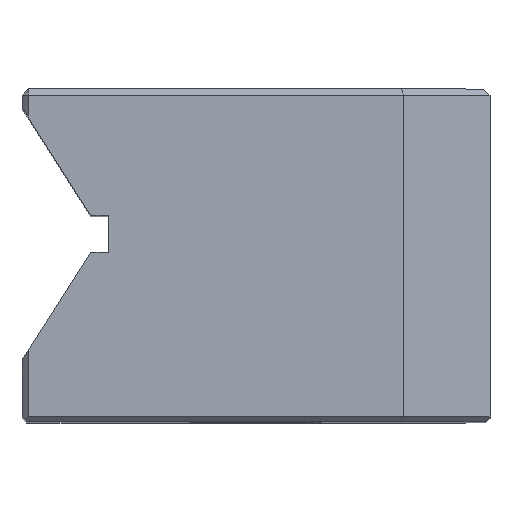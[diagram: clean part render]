
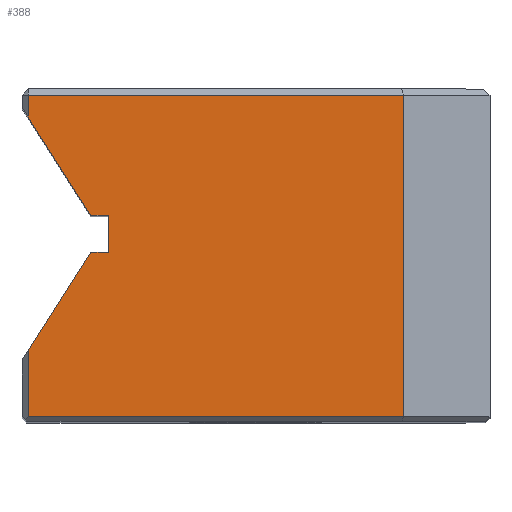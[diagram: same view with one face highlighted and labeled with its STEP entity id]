
A CAD part, top view. The second image highlights one B-rep face of the part: STEP entity #388.
In plain terms, the highlighted planar face has unit normal (0, 0, 1).
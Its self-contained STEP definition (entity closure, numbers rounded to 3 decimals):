
#29 = CARTESIAN_POINT ( 'NONE',  ( -37.5, 26.5, 80. ) ) ;
#78 = LINE ( 'NONE', #1437, #216 ) ;
#142 = DIRECTION ( 'NONE',  ( 0., -1., 0. ) ) ;
#158 = CARTESIAN_POINT ( 'NONE',  ( -37.5, 0.4, 80. ) ) ;
#216 = VECTOR ( 'NONE', #1426, 1000. ) ;
#234 = VERTEX_POINT ( 'NONE', #2476 ) ;
#352 = CARTESIAN_POINT ( 'NONE',  ( -37.5, 0.4, 80. ) ) ;
#362 = VERTEX_POINT ( 'NONE', #1667 ) ;
#374 = VECTOR ( 'NONE', #1724, 1000. ) ;
#388 = ADVANCED_FACE ( 'NONE', ( #1990 ), #1548, .T. ) ;
#513 = LINE ( 'NONE', #158, #538 ) ;
#538 = VECTOR ( 'NONE', #142, 1000. ) ;
#613 = CARTESIAN_POINT ( 'NONE',  ( -37.5, 24.715, 80. ) ) ;
#631 = CARTESIAN_POINT ( 'NONE',  ( -32.426, 13.75, 80. ) ) ;
#718 = ORIENTED_EDGE ( 'NONE', *, *, #2437, .F. ) ;
#727 = ORIENTED_EDGE ( 'NONE', *, *, #1613, .T. ) ;
#744 = ORIENTED_EDGE ( 'NONE', *, *, #1862, .T. ) ;
#750 = ORIENTED_EDGE ( 'NONE', *, *, #2347, .T. ) ;
#764 = ORIENTED_EDGE ( 'NONE', *, *, #2357, .T. ) ;
#767 = ORIENTED_EDGE ( 'NONE', *, *, #2363, .T. ) ;
#769 = ORIENTED_EDGE ( 'NONE', *, *, #2377, .F. ) ;
#775 = ORIENTED_EDGE ( 'NONE', *, *, #2381, .F. ) ;
#790 = ORIENTED_EDGE ( 'NONE', *, *, #2390, .F. ) ;
#794 = ORIENTED_EDGE ( 'NONE', *, *, #2395, .F. ) ;
#872 = VECTOR ( 'NONE', #1610, 1000. ) ;
#937 = VERTEX_POINT ( 'NONE', #631 ) ;
#979 = VERTEX_POINT ( 'NONE', #613 ) ;
#1199 = CARTESIAN_POINT ( 'NONE',  ( 0., 0., 80. ) ) ;
#1222 = EDGE_LOOP ( 'NONE', ( #718, #727, #744, #750, #764, #767, #769, #775, #790, #794 ) ) ;
#1358 = VECTOR ( 'NONE', #1572, 1000. ) ;
#1374 = AXIS2_PLACEMENT_3D ( 'NONE', #1199, #1515, #1513 ) ;
#1398 = LINE ( 'NONE', #1600, #1358 ) ;
#1423 = VERTEX_POINT ( 'NONE', #352 ) ;
#1426 = DIRECTION ( 'NONE',  ( 0.537, 0.843, 0. ) ) ;
#1437 = CARTESIAN_POINT ( 'NONE',  ( -32.426, 13.75, 80. ) ) ;
#1441 = LINE ( 'NONE', #1620, #872 ) ;
#1510 = VECTOR ( 'NONE', #1688, 1000. ) ;
#1513 = DIRECTION ( 'NONE',  ( 1., 0., 0. ) ) ;
#1515 = DIRECTION ( 'NONE',  ( 0., 0., 1. ) ) ;
#1548 = PLANE ( 'NONE',  #1374 ) ;
#1572 = DIRECTION ( 'NONE',  ( 1., 0., 0. ) ) ;
#1585 = LINE ( 'NONE', #1709, #1510 ) ;
#1591 = LINE ( 'NONE', #1761, #374 ) ;
#1600 = CARTESIAN_POINT ( 'NONE',  ( -30.97, 13.75, 80. ) ) ;
#1610 = DIRECTION ( 'NONE',  ( 0., 1., 0. ) ) ;
#1613 = EDGE_CURVE ( 'NONE', #1801, #1423, #513, .T. ) ;
#1620 = CARTESIAN_POINT ( 'NONE',  ( -30.97, 16.75, 80. ) ) ;
#1636 = VECTOR ( 'NONE', #1796, 1000. ) ;
#1667 = CARTESIAN_POINT ( 'NONE',  ( -30.97, 16.75, 80. ) ) ;
#1688 = DIRECTION ( 'NONE',  ( -1., 0., 0. ) ) ;
#1709 = CARTESIAN_POINT ( 'NONE',  ( -32.426, 16.75, 80. ) ) ;
#1710 = VECTOR ( 'NONE', #1904, 1000. ) ;
#1724 = DIRECTION ( 'NONE',  ( -0.537, 0.843, 0. ) ) ;
#1735 = VERTEX_POINT ( 'NONE', #29 ) ;
#1761 = CARTESIAN_POINT ( 'NONE',  ( -38., 25.5, 80. ) ) ;
#1796 = DIRECTION ( 'NONE',  ( 0., -1., 0. ) ) ;
#1801 = VERTEX_POINT ( 'NONE', #2435 ) ;
#1824 = LINE ( 'NONE', #1911, #1710 ) ;
#1857 = VERTEX_POINT ( 'NONE', #2271 ) ;
#1862 = EDGE_CURVE ( 'NONE', #1423, #234, #2261, .T. ) ;
#1901 = VECTOR ( 'NONE', #1930, 1000. ) ;
#1902 = VERTEX_POINT ( 'NONE', #2247 ) ;
#1904 = DIRECTION ( 'NONE',  ( -1., 0., 0. ) ) ;
#1911 = CARTESIAN_POINT ( 'NONE',  ( -38., 26.5, 80. ) ) ;
#1930 = DIRECTION ( 'NONE',  ( 0., 1., 0. ) ) ;
#1938 = LINE ( 'NONE', #1944, #1901 ) ;
#1944 = CARTESIAN_POINT ( 'NONE',  ( -7., 27., 80. ) ) ;
#1990 = FACE_OUTER_BOUND ( 'NONE', #1222, .T. ) ;
#2034 = CARTESIAN_POINT ( 'NONE',  ( -37.5, 0.4, 80. ) ) ;
#2073 = CARTESIAN_POINT ( 'NONE',  ( -30.97, 13.75, 80. ) ) ;
#2186 = VERTEX_POINT ( 'NONE', #2073 ) ;
#2211 = CARTESIAN_POINT ( 'NONE',  ( -7., 0.4, 80. ) ) ;
#2247 = CARTESIAN_POINT ( 'NONE',  ( -7., 26.5, 80. ) ) ;
#2261 = LINE ( 'NONE', #2211, #2288 ) ;
#2271 = CARTESIAN_POINT ( 'NONE',  ( -32.426, 16.75, 80. ) ) ;
#2288 = VECTOR ( 'NONE', #2310, 1000. ) ;
#2310 = DIRECTION ( 'NONE',  ( 1., 0., 0. ) ) ;
#2347 = EDGE_CURVE ( 'NONE', #234, #1902, #1938, .T. ) ;
#2357 = EDGE_CURVE ( 'NONE', #1902, #1735, #1824, .T. ) ;
#2363 = EDGE_CURVE ( 'NONE', #1735, #979, #2367, .T. ) ;
#2367 = LINE ( 'NONE', #2034, #1636 ) ;
#2377 = EDGE_CURVE ( 'NONE', #1857, #979, #1591, .T. ) ;
#2381 = EDGE_CURVE ( 'NONE', #362, #1857, #1585, .T. ) ;
#2390 = EDGE_CURVE ( 'NONE', #2186, #362, #1441, .T. ) ;
#2395 = EDGE_CURVE ( 'NONE', #937, #2186, #1398, .T. ) ;
#2435 = CARTESIAN_POINT ( 'NONE',  ( -37.5, 5.785, 80. ) ) ;
#2437 = EDGE_CURVE ( 'NONE', #1801, #937, #78, .T. ) ;
#2476 = CARTESIAN_POINT ( 'NONE',  ( -7., 0.4, 80. ) ) ;
